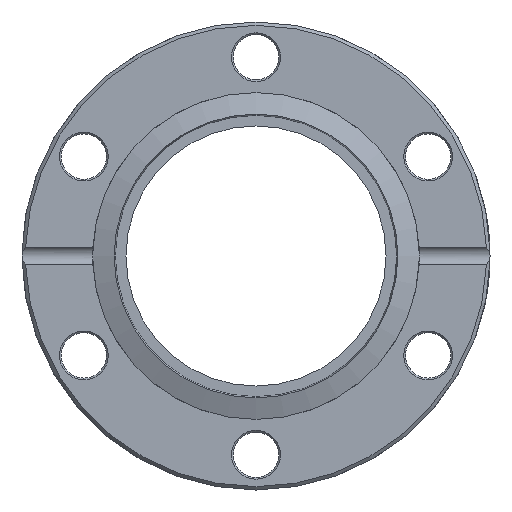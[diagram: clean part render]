
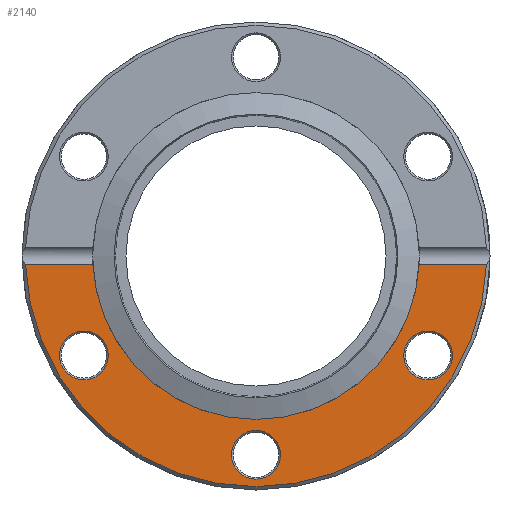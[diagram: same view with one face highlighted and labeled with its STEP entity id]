
A CAD part, front view. The second image highlights one B-rep face of the part: STEP entity #2140.
In plain terms, the highlighted planar face has unit normal (0, -1, 0).
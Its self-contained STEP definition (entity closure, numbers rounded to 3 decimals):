
#104=FACE_BOUND('',#567,.T.);
#105=FACE_BOUND('',#568,.T.);
#106=FACE_BOUND('',#569,.T.);
#154=LINE('',#3029,#269);
#155=LINE('',#3032,#270);
#269=VECTOR('',#2500,10.);
#270=VECTOR('',#2503,10.);
#384=PLANE('',#2295);
#433=FACE_OUTER_BOUND('',#566,.T.);
#566=EDGE_LOOP('',(#1481,#1482,#1483,#1484));
#567=EDGE_LOOP('',(#1485));
#568=EDGE_LOOP('',(#1486));
#569=EDGE_LOOP('',(#1487));
#749=CIRCLE('',#2294,34.05);
#750=CIRCLE('',#2296,24.13);
#751=CIRCLE('',#2297,3.6);
#752=CIRCLE('',#2298,3.6);
#753=CIRCLE('',#2299,3.6);
#930=VERTEX_POINT('',#3005);
#933=VERTEX_POINT('',#3017);
#934=VERTEX_POINT('',#3028);
#935=VERTEX_POINT('',#3030);
#936=VERTEX_POINT('',#3033);
#937=VERTEX_POINT('',#3035);
#938=VERTEX_POINT('',#3037);
#1159=EDGE_CURVE('',#933,#930,#749,.T.);
#1160=EDGE_CURVE('',#933,#934,#154,.T.);
#1161=EDGE_CURVE('',#934,#935,#750,.T.);
#1162=EDGE_CURVE('',#935,#930,#155,.T.);
#1163=EDGE_CURVE('',#936,#936,#751,.T.);
#1164=EDGE_CURVE('',#937,#937,#752,.T.);
#1165=EDGE_CURVE('',#938,#938,#753,.T.);
#1481=ORIENTED_EDGE('',*,*,#1159,.F.);
#1482=ORIENTED_EDGE('',*,*,#1160,.T.);
#1483=ORIENTED_EDGE('',*,*,#1161,.T.);
#1484=ORIENTED_EDGE('',*,*,#1162,.T.);
#1485=ORIENTED_EDGE('',*,*,#1163,.F.);
#1486=ORIENTED_EDGE('',*,*,#1164,.F.);
#1487=ORIENTED_EDGE('',*,*,#1165,.F.);
#2140=ADVANCED_FACE('',(#433,#104,#105,#106),#384,.T.);
#2294=AXIS2_PLACEMENT_3D('',#3026,#2496,#2497);
#2295=AXIS2_PLACEMENT_3D('',#3027,#2498,#2499);
#2296=AXIS2_PLACEMENT_3D('',#3031,#2501,#2502);
#2297=AXIS2_PLACEMENT_3D('',#3034,#2504,#2505);
#2298=AXIS2_PLACEMENT_3D('',#3036,#2506,#2507);
#2299=AXIS2_PLACEMENT_3D('',#3038,#2508,#2509);
#2496=DIRECTION('center_axis',(0.,1.,0.));
#2497=DIRECTION('ref_axis',(-1.,0.,0.));
#2498=DIRECTION('center_axis',(0.,-1.,0.));
#2499=DIRECTION('ref_axis',(0.,0.,-1.));
#2500=DIRECTION('',(-1.,0.,0.));
#2501=DIRECTION('center_axis',(0.,1.,0.));
#2502=DIRECTION('ref_axis',(1.,0.,0.));
#2503=DIRECTION('',(-1.,0.,0.));
#2504=DIRECTION('center_axis',(0.,-1.,0.));
#2505=DIRECTION('ref_axis',(0.5,0.,0.866));
#2506=DIRECTION('center_axis',(0.,-1.,0.));
#2507=DIRECTION('ref_axis',(0.5,0.,-0.866));
#2508=DIRECTION('center_axis',(0.,-1.,0.));
#2509=DIRECTION('ref_axis',(1.,0.,0.));
#3005=CARTESIAN_POINT('',(-34.029,0.,-1.2));
#3017=CARTESIAN_POINT('',(34.029,0.,-1.2));
#3026=CARTESIAN_POINT('Origin',(0.,0.,0.));
#3027=CARTESIAN_POINT('Origin',(-34.55,0.,0.));
#3028=CARTESIAN_POINT('',(24.1,0.,-1.2));
#3029=CARTESIAN_POINT('',(34.55,0.,-1.2));
#3030=CARTESIAN_POINT('',(-24.1,0.,-1.2));
#3031=CARTESIAN_POINT('Origin',(0.,0.,0.));
#3032=CARTESIAN_POINT('',(34.55,0.,-1.2));
#3033=CARTESIAN_POINT('',(23.618,0.,-17.793));
#3034=CARTESIAN_POINT('Origin',(25.418,0.,-14.675));
#3035=CARTESIAN_POINT('',(-27.218,0.,-11.557));
#3036=CARTESIAN_POINT('Origin',(-25.418,0.,-14.675));
#3037=CARTESIAN_POINT('',(-3.6,0.,-29.35));
#3038=CARTESIAN_POINT('Origin',(0.,0.,-29.35));
